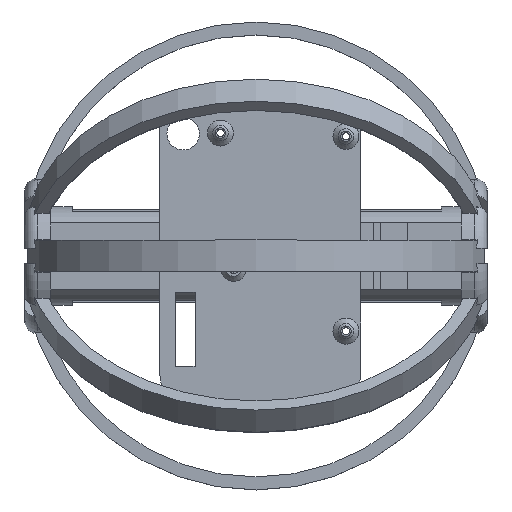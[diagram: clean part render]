
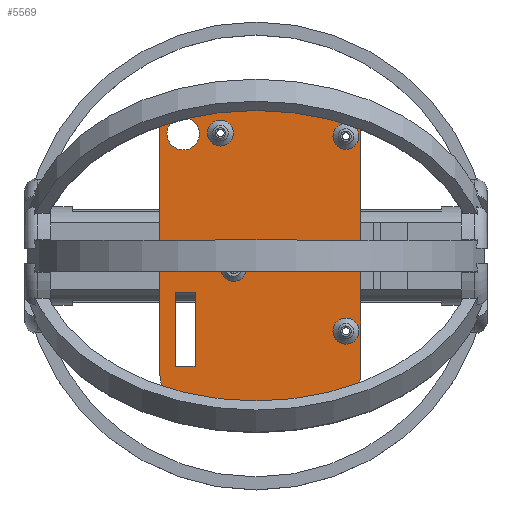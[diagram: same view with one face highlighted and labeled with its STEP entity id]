
A CAD part, top view. The second image highlights one B-rep face of the part: STEP entity #5569.
In plain terms, the highlighted planar face has unit normal (0, 0, 1).
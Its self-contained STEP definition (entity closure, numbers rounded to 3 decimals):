
#26=FACE_BOUND('',#1213,.T.);
#27=FACE_BOUND('',#1214,.T.);
#28=FACE_BOUND('',#1215,.T.);
#29=FACE_BOUND('',#1216,.T.);
#30=FACE_BOUND('',#1217,.T.);
#31=FACE_BOUND('',#1218,.T.);
#447=CIRCLE('',#6141,12.5);
#456=CIRCLE('',#6153,12.5);
#457=CIRCLE('',#6157,8.5);
#458=CIRCLE('',#6158,9.5);
#459=CIRCLE('',#6159,5.);
#460=CIRCLE('',#6160,5.);
#461=CIRCLE('',#6161,5.);
#462=CIRCLE('',#6162,5.);
#463=CIRCLE('',#6163,6.25);
#610=PLANE('',#6156);
#895=FACE_OUTER_BOUND('',#1212,.T.);
#1212=EDGE_LOOP('',(#5031,#5032,#5033,#5034,#5035,#5036,#5037,#5038));
#1213=EDGE_LOOP('',(#5039,#5040,#5041,#5042));
#1214=EDGE_LOOP('',(#5043));
#1215=EDGE_LOOP('',(#5044));
#1216=EDGE_LOOP('',(#5045));
#1217=EDGE_LOOP('',(#5046));
#1218=EDGE_LOOP('',(#5047));
#1677=LINE('',#10927,#1994);
#1687=LINE('',#10965,#2004);
#1688=LINE('',#10968,#2005);
#1690=LINE('',#10974,#2007);
#1691=LINE('',#10978,#2008);
#1692=LINE('',#10980,#2009);
#1693=LINE('',#10982,#2010);
#1694=LINE('',#10983,#2011);
#1994=VECTOR('',#7498,10.);
#2004=VECTOR('',#7532,10.);
#2005=VECTOR('',#7535,10.);
#2007=VECTOR('',#7541,10.);
#2008=VECTOR('',#7544,10.);
#2009=VECTOR('',#7545,10.);
#2010=VECTOR('',#7546,10.);
#2011=VECTOR('',#7547,10.);
#2569=VERTEX_POINT('',#10917);
#2570=VERTEX_POINT('',#10919);
#2572=VERTEX_POINT('',#10925);
#2587=VERTEX_POINT('',#10959);
#2588=VERTEX_POINT('',#10963);
#2589=VERTEX_POINT('',#10967);
#2590=VERTEX_POINT('',#10971);
#2591=VERTEX_POINT('',#10973);
#2592=VERTEX_POINT('',#10976);
#2593=VERTEX_POINT('',#10977);
#2594=VERTEX_POINT('',#10979);
#2595=VERTEX_POINT('',#10981);
#2596=VERTEX_POINT('',#10984);
#2597=VERTEX_POINT('',#10986);
#2598=VERTEX_POINT('',#10988);
#2599=VERTEX_POINT('',#10990);
#2600=VERTEX_POINT('',#10992);
#3387=EDGE_CURVE('',#2569,#2570,#447,.T.);
#3391=EDGE_CURVE('',#2569,#2572,#1677,.F.);
#3407=EDGE_CURVE('',#2587,#2572,#456,.T.);
#3410=EDGE_CURVE('',#2588,#2587,#1687,.T.);
#3411=EDGE_CURVE('',#2570,#2589,#1688,.T.);
#3413=EDGE_CURVE('',#2590,#2588,#457,.T.);
#3414=EDGE_CURVE('',#2591,#2590,#1690,.T.);
#3415=EDGE_CURVE('',#2589,#2591,#458,.T.);
#3416=EDGE_CURVE('',#2592,#2593,#1691,.T.);
#3417=EDGE_CURVE('',#2593,#2594,#1692,.T.);
#3418=EDGE_CURVE('',#2594,#2595,#1693,.T.);
#3419=EDGE_CURVE('',#2595,#2592,#1694,.T.);
#3420=EDGE_CURVE('',#2596,#2596,#459,.T.);
#3421=EDGE_CURVE('',#2597,#2597,#460,.T.);
#3422=EDGE_CURVE('',#2598,#2598,#461,.T.);
#3423=EDGE_CURVE('',#2599,#2599,#462,.T.);
#3424=EDGE_CURVE('',#2600,#2600,#463,.T.);
#5031=ORIENTED_EDGE('',*,*,#3387,.F.);
#5032=ORIENTED_EDGE('',*,*,#3391,.T.);
#5033=ORIENTED_EDGE('',*,*,#3407,.F.);
#5034=ORIENTED_EDGE('',*,*,#3410,.F.);
#5035=ORIENTED_EDGE('',*,*,#3413,.F.);
#5036=ORIENTED_EDGE('',*,*,#3414,.F.);
#5037=ORIENTED_EDGE('',*,*,#3415,.F.);
#5038=ORIENTED_EDGE('',*,*,#3411,.F.);
#5039=ORIENTED_EDGE('',*,*,#3416,.T.);
#5040=ORIENTED_EDGE('',*,*,#3417,.T.);
#5041=ORIENTED_EDGE('',*,*,#3418,.T.);
#5042=ORIENTED_EDGE('',*,*,#3419,.T.);
#5043=ORIENTED_EDGE('',*,*,#3420,.T.);
#5044=ORIENTED_EDGE('',*,*,#3421,.T.);
#5045=ORIENTED_EDGE('',*,*,#3422,.T.);
#5046=ORIENTED_EDGE('',*,*,#3423,.T.);
#5047=ORIENTED_EDGE('',*,*,#3424,.T.);
#5569=ADVANCED_FACE('',(#895,#26,#27,#28,#29,#30,#31),#610,.F.);
#6141=AXIS2_PLACEMENT_3D('',#10920,#7491,#7492);
#6153=AXIS2_PLACEMENT_3D('',#10960,#7526,#7527);
#6156=AXIS2_PLACEMENT_3D('',#10970,#7537,#7538);
#6157=AXIS2_PLACEMENT_3D('',#10972,#7539,#7540);
#6158=AXIS2_PLACEMENT_3D('',#10975,#7542,#7543);
#6159=AXIS2_PLACEMENT_3D('',#10985,#7548,#7549);
#6160=AXIS2_PLACEMENT_3D('',#10987,#7550,#7551);
#6161=AXIS2_PLACEMENT_3D('',#10989,#7552,#7553);
#6162=AXIS2_PLACEMENT_3D('',#10991,#7554,#7555);
#6163=AXIS2_PLACEMENT_3D('',#10993,#7556,#7557);
#7491=DIRECTION('center_axis',(0.,0.,-1.));
#7492=DIRECTION('ref_axis',(-0.707,-0.707,0.));
#7498=DIRECTION('',(-1.,0.,0.));
#7526=DIRECTION('center_axis',(0.,0.,-1.));
#7527=DIRECTION('ref_axis',(0.707,-0.707,0.));
#7532=DIRECTION('',(0.,-1.,0.));
#7535=DIRECTION('',(0.,1.,0.));
#7537=DIRECTION('center_axis',(0.,0.,-1.));
#7538=DIRECTION('ref_axis',(-1.,0.,0.));
#7539=DIRECTION('center_axis',(0.,0.,-1.));
#7540=DIRECTION('ref_axis',(0.707,0.707,0.));
#7541=DIRECTION('',(1.,0.,0.));
#7542=DIRECTION('center_axis',(0.,0.,-1.));
#7543=DIRECTION('ref_axis',(-0.707,0.707,0.));
#7544=DIRECTION('',(0.,1.,0.));
#7545=DIRECTION('',(1.,0.,0.));
#7546=DIRECTION('',(0.,-1.,0.));
#7547=DIRECTION('',(-1.,0.,0.));
#7548=DIRECTION('center_axis',(0.,0.,-1.));
#7549=DIRECTION('ref_axis',(0.,1.,0.));
#7550=DIRECTION('center_axis',(0.,0.,-1.));
#7551=DIRECTION('ref_axis',(0.,1.,0.));
#7552=DIRECTION('center_axis',(0.,0.,-1.));
#7553=DIRECTION('ref_axis',(0.,1.,0.));
#7554=DIRECTION('center_axis',(0.,0.,-1.));
#7555=DIRECTION('ref_axis',(0.,1.,0.));
#7556=DIRECTION('center_axis',(0.,0.,-1.));
#7557=DIRECTION('ref_axis',(-1.,0.,0.));
#10917=CARTESIAN_POINT('',(-24.5,-58.,24.));
#10919=CARTESIAN_POINT('',(-37.,-45.5,24.));
#10920=CARTESIAN_POINT('Origin',(-24.5,-45.5,24.));
#10925=CARTESIAN_POINT('',(27.754,-58.,24.));
#10927=CARTESIAN_POINT('',(26.75,-58.,24.));
#10959=CARTESIAN_POINT('',(40.254,-45.5,24.));
#10960=CARTESIAN_POINT('Origin',(27.754,-45.5,24.));
#10963=CARTESIAN_POINT('',(40.254,49.5,24.));
#10965=CARTESIAN_POINT('',(40.254,-40.5,24.));
#10967=CARTESIAN_POINT('',(-37.,48.5,24.));
#10968=CARTESIAN_POINT('',(-37.,26.,24.));
#10970=CARTESIAN_POINT('Origin',(-71.5,-18.,24.));
#10971=CARTESIAN_POINT('',(31.754,58.,24.));
#10972=CARTESIAN_POINT('Origin',(31.754,49.5,24.));
#10973=CARTESIAN_POINT('',(-27.5,58.,24.));
#10974=CARTESIAN_POINT('',(-13.123,58.,24.));
#10975=CARTESIAN_POINT('Origin',(-27.5,48.5,24.));
#10976=CARTESIAN_POINT('',(-31.,-42.5,24.));
#10977=CARTESIAN_POINT('',(-31.,-14.,24.));
#10978=CARTESIAN_POINT('',(-31.,-27.75,24.));
#10979=CARTESIAN_POINT('',(-23.44,-14.,24.));
#10980=CARTESIAN_POINT('',(-51.25,-14.,24.));
#10981=CARTESIAN_POINT('',(-23.44,-42.5,24.));
#10982=CARTESIAN_POINT('',(-23.44,-13.,24.));
#10983=CARTESIAN_POINT('',(-48.97,-42.5,24.));
#10984=CARTESIAN_POINT('',(34.59,-33.94,24.));
#10985=CARTESIAN_POINT('Origin',(34.59,-28.94,24.));
#10986=CARTESIAN_POINT('',(34.59,40.99,24.));
#10987=CARTESIAN_POINT('Origin',(34.59,45.99,24.));
#10988=CARTESIAN_POINT('',(-13.67,42.26,24.));
#10989=CARTESIAN_POINT('Origin',(-13.67,47.26,24.));
#10990=CARTESIAN_POINT('',(-8.59,-9.81,24.));
#10991=CARTESIAN_POINT('Origin',(-8.59,-4.81,24.));
#10992=CARTESIAN_POINT('',(-21.75,47.,24.));
#10993=CARTESIAN_POINT('Origin',(-28.,47.,24.));
